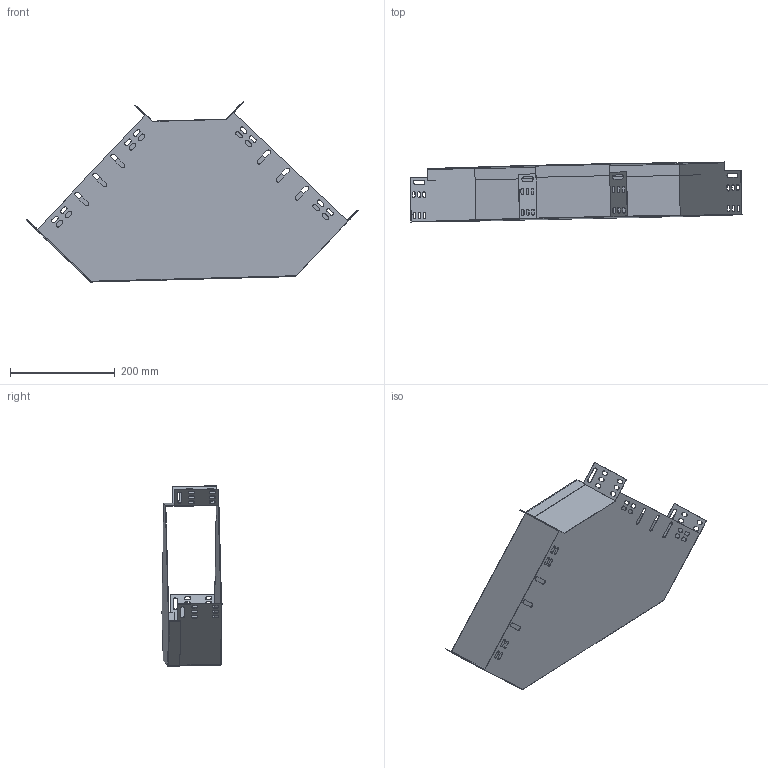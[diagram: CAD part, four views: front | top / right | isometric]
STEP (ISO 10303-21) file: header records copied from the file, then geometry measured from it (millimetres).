
FILE_DESCRIPTION (( 'STEP AP203' ), '1' );
FILE_NAME ('CLP2P-100-300-M-HDZ Ïîâîðîò íà 90 ãð. 100õ300 IEK HDZ.STEP', '2016-02-29T08:01:36', ( '' ), ( '' ), 'SwSTEP 2.0', 'SolidWorks 2014', '' );
FILE_SCHEMA (( 'CONFIG_CONTROL_DESIGN' ));
Length unit declared in the file: millimetre
Products named in the file (1): CLP2P-100-300-M-HDZ Ïîâîðîò íà 90 ãð. 100õ300 IEK HDZ
Bounding box: 633.4 x 114.54 x 343.7 mm (x, y, z)
Volume: 280438.4 mm3; surface area: 708870.6 mm2
Topology: 2 solids, 2 shells, 250 faces, 734 edges, 488 vertices
Faces by surface type: plane 150, cylinder 100
Entity records: 8601 total; most frequent: CARTESIAN_POINT 1473, ORIENTED_EDGE 1468, DIRECTION 1436, EDGE_CURVE 734, VECTOR 534, LINE 534, VERTEX_POINT 488, AXIS2_PLACEMENT_3D 451
